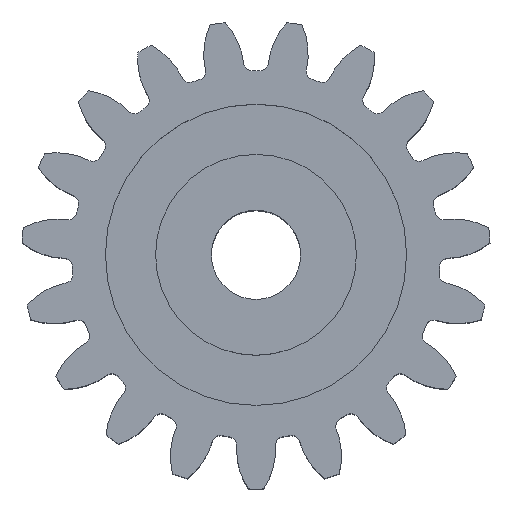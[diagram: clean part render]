
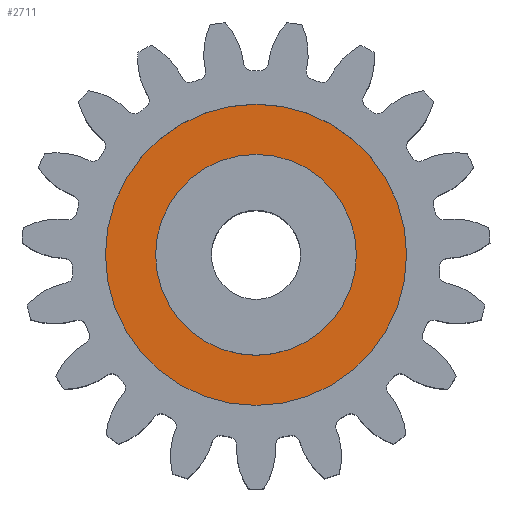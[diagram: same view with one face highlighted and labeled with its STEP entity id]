
A CAD part, top view. The second image highlights one B-rep face of the part: STEP entity #2711.
In plain terms, the highlighted planar face has unit normal (0, 0, 1).
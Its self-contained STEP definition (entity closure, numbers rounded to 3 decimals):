
#2436 = CARTESIAN_POINT ( 'NONE',  ( -6.75, 0., 7.5 ) ) ;
#2437 = AXIS2_PLACEMENT_3D ( 'NONE', #2490, #2489, #2488 ) ;
#2443 = CIRCLE ( 'NONE', #2437, 6.75 ) ;
#2488 = DIRECTION ( 'NONE',  ( -1., 0., 0. ) ) ;
#2489 = DIRECTION ( 'NONE',  ( 0., 0., -1. ) ) ;
#2490 = CARTESIAN_POINT ( 'NONE',  ( 0., 0., 7.5 ) ) ;
#2535 = CARTESIAN_POINT ( 'NONE',  ( 6.75, 0., 7.5 ) ) ;
#2536 = CARTESIAN_POINT ( 'NONE',  ( -4.5, 0., 7.5 ) ) ;
#2538 = CARTESIAN_POINT ( 'NONE',  ( 4.5, 0., 7.5 ) ) ;
#2563 = DIRECTION ( 'NONE',  ( -1., 0., 0. ) ) ;
#2564 = DIRECTION ( 'NONE',  ( 0., 0., -1. ) ) ;
#2568 = AXIS2_PLACEMENT_3D ( 'NONE', #2573, #2564, #2563 ) ;
#2573 = CARTESIAN_POINT ( 'NONE',  ( 0., 0., 7.5 ) ) ;
#2575 = CIRCLE ( 'NONE', #2568, 4.5 ) ;
#2674 = ORIENTED_EDGE ( 'NONE', *, *, #4350, .F. ) ;
#2675 = ORIENTED_EDGE ( 'NONE', *, *, #2716, .F. ) ;
#2677 = EDGE_LOOP ( 'NONE', ( #2675, #2674 ) ) ;
#2687 = EDGE_CURVE ( 'NONE', #4327, #4329, #4719, .T. ) ;
#2694 = ORIENTED_EDGE ( 'NONE', *, *, #2687, .T. ) ;
#2711 = ADVANCED_FACE ( 'NONE', ( #4516, #4510 ), #4443, .F. ) ;
#2712 = EDGE_LOOP ( 'NONE', ( #2717, #2694 ) ) ;
#2716 = EDGE_CURVE ( 'NONE', #4349, #4324, #4485, .T. ) ;
#2717 = ORIENTED_EDGE ( 'NONE', *, *, #4331, .T. ) ;
#4324 = VERTEX_POINT ( 'NONE', #2535 ) ;
#4327 = VERTEX_POINT ( 'NONE', #2538 ) ;
#4329 = VERTEX_POINT ( 'NONE', #2536 ) ;
#4331 = EDGE_CURVE ( 'NONE', #4329, #4327, #2575, .T. ) ;
#4349 = VERTEX_POINT ( 'NONE', #2436 ) ;
#4350 = EDGE_CURVE ( 'NONE', #4324, #4349, #2443, .T. ) ;
#4412 = AXIS2_PLACEMENT_3D ( 'NONE', #4518, #4517, #4486 ) ;
#4443 = PLANE ( 'NONE',  #4412 ) ;
#4485 = CIRCLE ( 'NONE', #4493, 6.75 ) ;
#4486 = DIRECTION ( 'NONE',  ( -1., 0., 0. ) ) ;
#4492 = CARTESIAN_POINT ( 'NONE',  ( 0., 0., 7.5 ) ) ;
#4493 = AXIS2_PLACEMENT_3D ( 'NONE', #4492, #4500, #4497 ) ;
#4497 = DIRECTION ( 'NONE',  ( -1., 0., 0. ) ) ;
#4500 = DIRECTION ( 'NONE',  ( 0., 0., -1. ) ) ;
#4510 = FACE_OUTER_BOUND ( 'NONE', #2677, .T. ) ;
#4516 = FACE_BOUND ( 'NONE', #2712, .T. ) ;
#4517 = DIRECTION ( 'NONE',  ( 0., 0., -1. ) ) ;
#4518 = CARTESIAN_POINT ( 'NONE',  ( 0., 0., 7.5 ) ) ;
#4719 = CIRCLE ( 'NONE', #4733, 4.5 ) ;
#4732 = DIRECTION ( 'NONE',  ( -1., 0., 0. ) ) ;
#4733 = AXIS2_PLACEMENT_3D ( 'NONE', #4799, #4739, #4732 ) ;
#4739 = DIRECTION ( 'NONE',  ( 0., 0., -1. ) ) ;
#4799 = CARTESIAN_POINT ( 'NONE',  ( 0., 0., 7.5 ) ) ;
